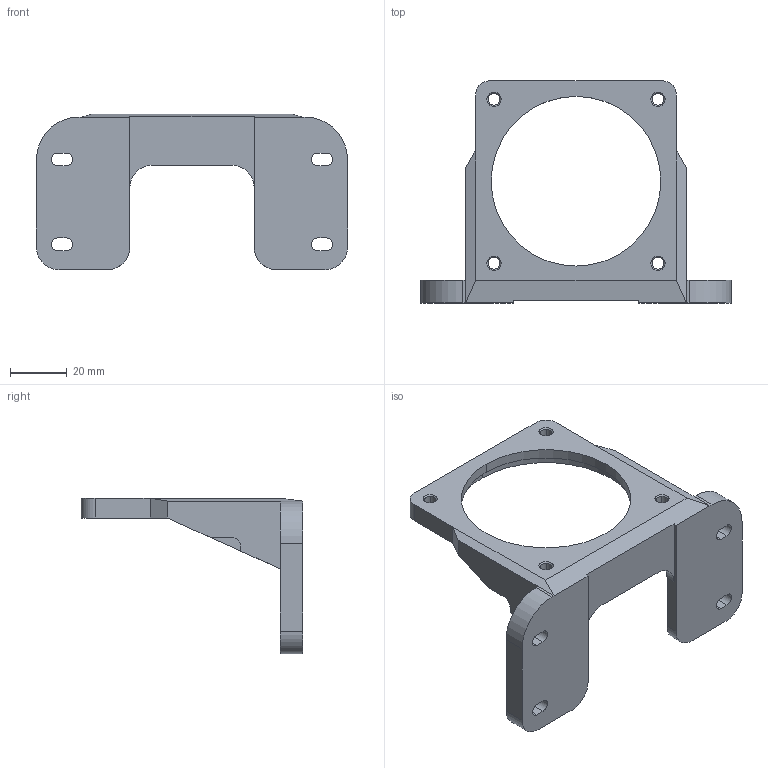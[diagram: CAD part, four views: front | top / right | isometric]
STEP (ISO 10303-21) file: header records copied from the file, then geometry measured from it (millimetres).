
FILE_DESCRIPTION( ( '' ), '1' );
FILE_NAME( 'g7fm.stp', '2008-05-14T00:24:00', ( '' ), ( '' ), ' ', ' ', ' ' );
FILE_SCHEMA( ( 'CONFIG_CONTROL_DESIGN' ) );
Length unit declared in the file: millimetre
Products named in the file (1): 1
Bounding box: 110 x 78.5 x 55 mm (x, y, z)
Volume: 44350.9 mm3; surface area: 20350 mm2
Topology: 1 solids, 1 shells, 92 faces, 243 edges, 154 vertices
Faces by surface type: plane 45, cylinder 31, cone 16
Entity records: 2915 total; most frequent: DIRECTION 509, CARTESIAN_POINT 490, ORIENTED_EDGE 486, EDGE_CURVE 243, AXIS2_PLACEMENT_3D 173, LINE 163, VECTOR 163, VERTEX_POINT 154
